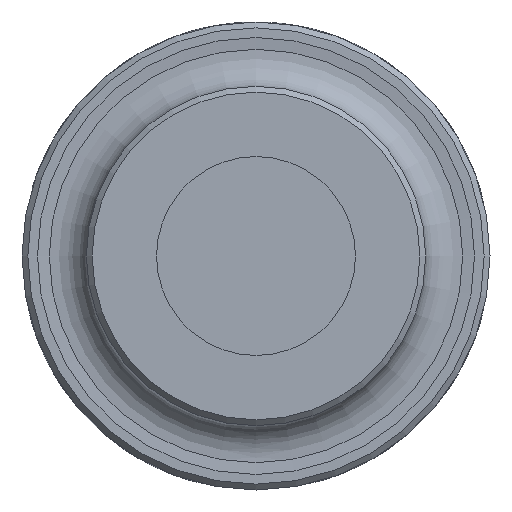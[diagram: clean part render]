
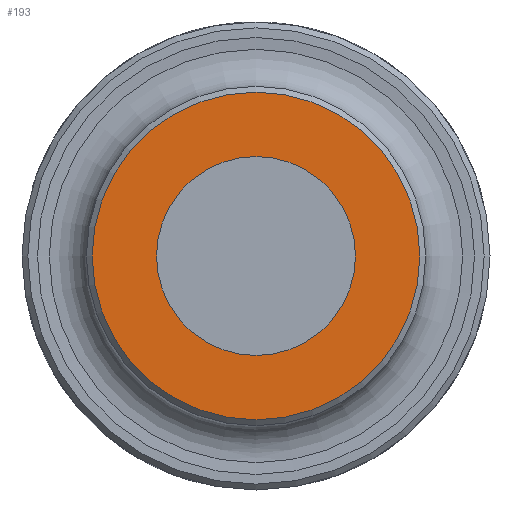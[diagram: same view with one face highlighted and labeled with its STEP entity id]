
A CAD part, left-side view. The second image highlights one B-rep face of the part: STEP entity #193.
In plain terms, the highlighted planar face has unit normal (-1, 0, 0).
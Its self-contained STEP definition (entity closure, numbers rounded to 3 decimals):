
#148=FACE_BOUND('',#280,.T.);
#149=FACE_BOUND('',#281,.T.);
#193=ADVANCED_FACE('',(#148,#149),#237,.F.);
#237=PLANE('',#660);
#280=EDGE_LOOP('',(#348));
#281=EDGE_LOOP('',(#349));
#348=ORIENTED_EDGE('',*,*,#553,.F.);
#349=ORIENTED_EDGE('',*,*,#554,.T.);
#496=VERTEX_POINT('',#971);
#497=VERTEX_POINT('',#973);
#553=EDGE_CURVE('',#496,#496,#626,.T.);
#554=EDGE_CURVE('',#497,#497,#627,.T.);
#626=CIRCLE('',#658,14.);
#627=CIRCLE('',#659,8.5);
#658=AXIS2_PLACEMENT_3D('',#970,#735,#736);
#659=AXIS2_PLACEMENT_3D('',#972,#737,#738);
#660=AXIS2_PLACEMENT_3D('',#974,#739,#740);
#735=DIRECTION('',(1.,0.,0.));
#736=DIRECTION('',(0.,0.,-1.));
#737=DIRECTION('',(1.,0.,0.));
#738=DIRECTION('',(0.,0.,-1.));
#739=DIRECTION('',(1.,0.,0.));
#740=DIRECTION('',(0.,0.,-1.));
#970=CARTESIAN_POINT('',(0.,0.,0.));
#971=CARTESIAN_POINT('',(0.,0.,-14.));
#972=CARTESIAN_POINT('',(0.,0.,0.));
#973=CARTESIAN_POINT('',(0.,0.,-8.5));
#974=CARTESIAN_POINT('',(0.,0.,0.));
